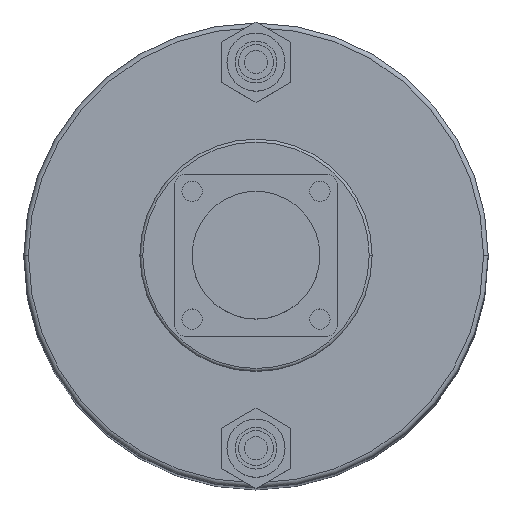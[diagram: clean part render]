
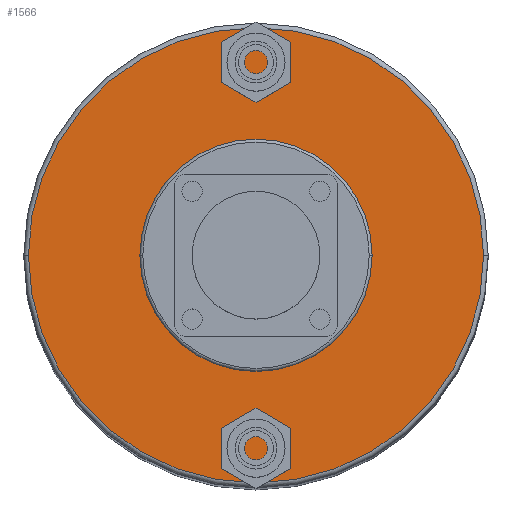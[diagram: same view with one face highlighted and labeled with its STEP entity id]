
A CAD part, top view. The second image highlights one B-rep face of the part: STEP entity #1566.
In plain terms, the highlighted face is planar.
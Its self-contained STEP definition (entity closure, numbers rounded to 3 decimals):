
#315 = DIRECTION ( 'NONE',  ( 0., 0., 1. ) ) ;
#337 = CARTESIAN_POINT ( 'NONE',  ( 2., 0., 0. ) ) ;
#364 = CARTESIAN_POINT ( 'NONE',  ( 2., 0., -39.2 ) ) ;
#386 = DIRECTION ( 'NONE',  ( -1., 0., 0. ) ) ;
#440 = EDGE_LOOP ( 'NONE', ( #4303, #3633 ) ) ;
#523 = VERTEX_POINT ( 'NONE', #2690 ) ;
#532 = CIRCLE ( 'NONE', #3916, 39.2 ) ;
#925 = ORIENTED_EDGE ( 'NONE', *, *, #2449, .F. ) ;
#967 = CIRCLE ( 'NONE', #4456, 39.2 ) ;
#1074 = CARTESIAN_POINT ( 'NONE',  ( 2., 0., 0. ) ) ;
#1128 = DIRECTION ( 'NONE',  ( 0., 0., 1. ) ) ;
#1157 = CARTESIAN_POINT ( 'NONE',  ( 2., 39.2, 0. ) ) ;
#1343 = DIRECTION ( 'NONE',  ( -1., 0., 0. ) ) ;
#1519 = CARTESIAN_POINT ( 'NONE',  ( 2., 0., 0. ) ) ;
#1566 = ADVANCED_FACE ( 'NONE', ( #3226, #2178 ), #3905, .F. ) ;
#1780 = AXIS2_PLACEMENT_3D ( 'NONE', #1074, #1861, #315 ) ;
#1861 = DIRECTION ( 'NONE',  ( -1., 0., 0. ) ) ;
#2099 = DIRECTION ( 'NONE',  ( 0., 0., 1. ) ) ;
#2178 = FACE_OUTER_BOUND ( 'NONE', #440, .T. ) ;
#2411 = EDGE_CURVE ( 'NONE', #4289, #3149, #967, .T. ) ;
#2449 = EDGE_CURVE ( 'NONE', #523, #2619, #5014, .T. ) ;
#2619 = VERTEX_POINT ( 'NONE', #4014 ) ;
#2662 = EDGE_LOOP ( 'NONE', ( #925, #4391 ) ) ;
#2665 = DIRECTION ( 'NONE',  ( -1., 0., 0. ) ) ;
#2690 = CARTESIAN_POINT ( 'NONE',  ( 2., 0., 20. ) ) ;
#3056 = DIRECTION ( 'NONE',  ( 0., 0., -1. ) ) ;
#3130 = CIRCLE ( 'NONE', #1780, 20. ) ;
#3149 = VERTEX_POINT ( 'NONE', #3937 ) ;
#3224 = AXIS2_PLACEMENT_3D ( 'NONE', #1519, #2665, #4258 ) ;
#3226 = FACE_BOUND ( 'NONE', #2662, .T. ) ;
#3633 = ORIENTED_EDGE ( 'NONE', *, *, #2411, .T. ) ;
#3905 = PLANE ( 'NONE',  #5045 ) ;
#3916 = AXIS2_PLACEMENT_3D ( 'NONE', #4850, #1343, #2099 ) ;
#3937 = CARTESIAN_POINT ( 'NONE',  ( 2., 0., 39.2 ) ) ;
#3945 = EDGE_CURVE ( 'NONE', #3149, #4289, #532, .T. ) ;
#4014 = CARTESIAN_POINT ( 'NONE',  ( 2., 0., -20. ) ) ;
#4258 = DIRECTION ( 'NONE',  ( 0., 0., 1. ) ) ;
#4289 = VERTEX_POINT ( 'NONE', #364 ) ;
#4303 = ORIENTED_EDGE ( 'NONE', *, *, #3945, .T. ) ;
#4319 = DIRECTION ( 'NONE',  ( 1., 0., 0. ) ) ;
#4381 = EDGE_CURVE ( 'NONE', #2619, #523, #3130, .T. ) ;
#4391 = ORIENTED_EDGE ( 'NONE', *, *, #4381, .F. ) ;
#4456 = AXIS2_PLACEMENT_3D ( 'NONE', #337, #386, #1128 ) ;
#4850 = CARTESIAN_POINT ( 'NONE',  ( 2., 0., 0. ) ) ;
#5014 = CIRCLE ( 'NONE', #3224, 20. ) ;
#5045 = AXIS2_PLACEMENT_3D ( 'NONE', #1157, #4319, #3056 ) ;
